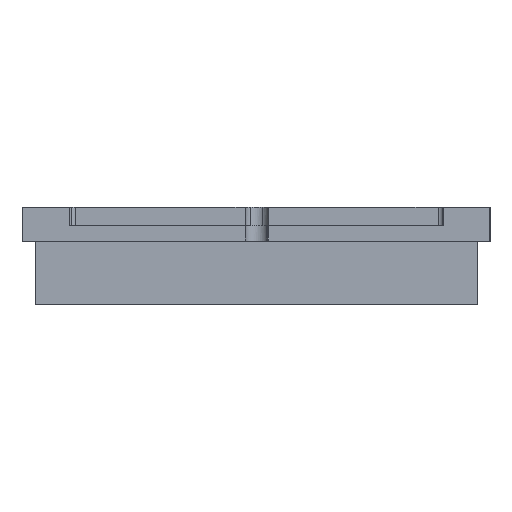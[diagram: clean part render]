
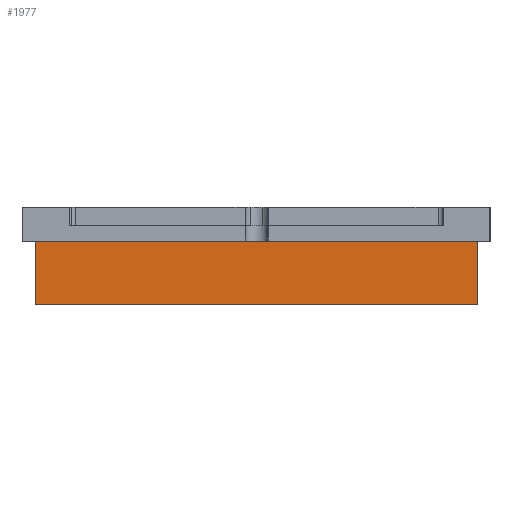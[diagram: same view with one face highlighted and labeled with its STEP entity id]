
A CAD part, left-side view. The second image highlights one B-rep face of the part: STEP entity #1977.
In plain terms, the highlighted planar face has unit normal (-1, 0, 0).
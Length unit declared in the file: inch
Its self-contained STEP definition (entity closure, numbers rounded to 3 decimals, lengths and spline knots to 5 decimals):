
#160=FACE_OUTER_BOUND('',#262,.T.);
#262=EDGE_LOOP('',(#1350,#1351,#1352,#1353));
#398=LINE('',#2750,#617);
#401=LINE('',#2757,#620);
#402=LINE('',#2759,#621);
#403=LINE('',#2760,#622);
#617=VECTOR('',#2254,0.3937);
#620=VECTOR('',#2263,0.3937);
#621=VECTOR('',#2264,0.3937);
#622=VECTOR('',#2265,0.3937);
#830=VERTEX_POINT('',#2744);
#832=VERTEX_POINT('',#2748);
#833=VERTEX_POINT('',#2756);
#834=VERTEX_POINT('',#2758);
#1037=EDGE_CURVE('',#830,#832,#398,.T.);
#1040=EDGE_CURVE('',#833,#832,#401,.T.);
#1041=EDGE_CURVE('',#834,#833,#402,.T.);
#1042=EDGE_CURVE('',#830,#834,#403,.T.);
#1350=ORIENTED_EDGE('',*,*,#1040,.F.);
#1351=ORIENTED_EDGE('',*,*,#1041,.F.);
#1352=ORIENTED_EDGE('',*,*,#1042,.F.);
#1353=ORIENTED_EDGE('',*,*,#1037,.T.);
#1909=PLANE('',#2094);
#1977=ADVANCED_FACE('',(#160),#1909,.T.);
#2094=AXIS2_PLACEMENT_3D('',#2755,#2261,#2262);
#2254=DIRECTION('',(0.,1.,0.));
#2261=DIRECTION('center_axis',(-1.,0.,0.));
#2262=DIRECTION('ref_axis',(0.,1.,0.));
#2263=DIRECTION('',(0.,0.,1.));
#2264=DIRECTION('',(0.,1.,0.));
#2265=DIRECTION('',(0.,0.,-1.));
#2744=CARTESIAN_POINT('',(-16.92913,-4.72441,0.));
#2748=CARTESIAN_POINT('',(-16.92913,4.72441,0.));
#2750=CARTESIAN_POINT('',(-16.92913,2.3622,0.));
#2755=CARTESIAN_POINT('Origin',(-16.92913,-4.72441,-1.11373));
#2756=CARTESIAN_POINT('',(-16.92913,4.72441,-1.36373));
#2757=CARTESIAN_POINT('',(-16.92913,4.72441,-1.11373));
#2758=CARTESIAN_POINT('',(-16.92913,-4.72441,-1.36373));
#2759=CARTESIAN_POINT('',(-16.92913,4.72441,-1.36373));
#2760=CARTESIAN_POINT('',(-16.92913,-4.72441,-1.11373));
